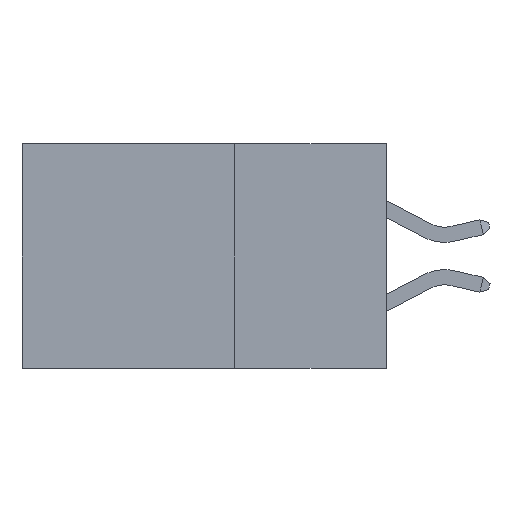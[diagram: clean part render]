
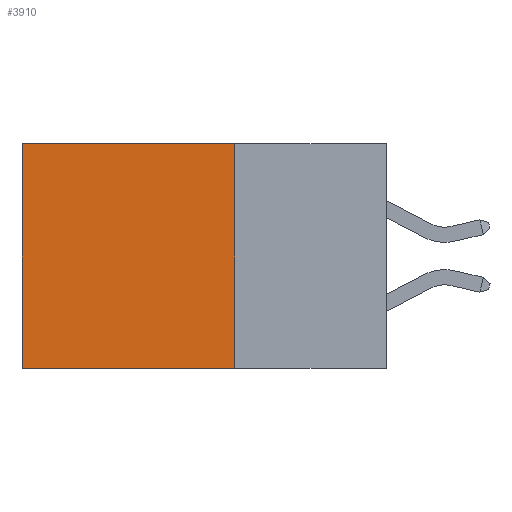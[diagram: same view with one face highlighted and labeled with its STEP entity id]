
A CAD part, left-side view. The second image highlights one B-rep face of the part: STEP entity #3910.
In plain terms, the highlighted planar face has unit normal (-1, 0, 0).
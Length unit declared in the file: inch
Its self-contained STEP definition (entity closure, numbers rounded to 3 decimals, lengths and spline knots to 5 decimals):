
#360 = ORIENTED_EDGE ( 'NONE', *, *, #6437, .T. ) ;
#370 = VERTEX_POINT ( 'NONE', #8750 ) ;
#407 = EDGE_CURVE ( 'NONE', #3158, #5937, #4393, .T. ) ;
#464 = DIRECTION ( 'NONE',  ( 0., 0., -1. ) ) ;
#511 = DIRECTION ( 'NONE',  ( 1., 0., 0. ) ) ;
#661 = CARTESIAN_POINT ( 'NONE',  ( 0.2615, 0.25, -0.37 ) ) ;
#1020 = ORIENTED_EDGE ( 'NONE', *, *, #407, .F. ) ;
#1844 = VECTOR ( 'NONE', #7907, 39.37008 ) ;
#2450 = AXIS2_PLACEMENT_3D ( 'NONE', #661, #511, #464 ) ;
#2566 = CARTESIAN_POINT ( 'NONE',  ( 0.2615, 0.6, 0. ) ) ;
#3158 = VERTEX_POINT ( 'NONE', #7555 ) ;
#3234 = DIRECTION ( 'NONE',  ( 0., 1., 0. ) ) ;
#3429 = CARTESIAN_POINT ( 'NONE',  ( 0.2615, 0.25, 0. ) ) ;
#3472 = EDGE_CURVE ( 'NONE', #6453, #5937, #3755, .T. ) ;
#3755 = LINE ( 'NONE', #8452, #1844 ) ;
#3910 = ADVANCED_FACE ( 'NONE', ( #7455 ), #8404, .F. ) ;
#4281 = DIRECTION ( 'NONE',  ( 0., 0., -1. ) ) ;
#4334 = CARTESIAN_POINT ( 'NONE',  ( 0.2615, 0.25, -0.37 ) ) ;
#4393 = LINE ( 'NONE', #5463, #6407 ) ;
#4426 = CARTESIAN_POINT ( 'NONE',  ( 0.2615, 0.6, -0.37 ) ) ;
#4941 = ORIENTED_EDGE ( 'NONE', *, *, #3472, .T. ) ;
#5424 = ORIENTED_EDGE ( 'NONE', *, *, #7338, .F. ) ;
#5463 = CARTESIAN_POINT ( 'NONE',  ( 0.2615, 0.25, -0.37 ) ) ;
#5530 = DIRECTION ( 'NONE',  ( 0., 1., 0. ) ) ;
#5937 = VERTEX_POINT ( 'NONE', #4426 ) ;
#6188 = VECTOR ( 'NONE', #3234, 39.37008 ) ;
#6289 = LINE ( 'NONE', #4334, #7500 ) ;
#6407 = VECTOR ( 'NONE', #5530, 39.37008 ) ;
#6432 = LINE ( 'NONE', #3429, #6188 ) ;
#6437 = EDGE_CURVE ( 'NONE', #370, #6453, #6432, .T. ) ;
#6453 = VERTEX_POINT ( 'NONE', #2566 ) ;
#6687 = EDGE_LOOP ( 'NONE', ( #4941, #1020, #5424, #360 ) ) ;
#7338 = EDGE_CURVE ( 'NONE', #370, #3158, #6289, .T. ) ;
#7455 = FACE_OUTER_BOUND ( 'NONE', #6687, .T. ) ;
#7500 = VECTOR ( 'NONE', #4281, 39.37008 ) ;
#7555 = CARTESIAN_POINT ( 'NONE',  ( 0.2615, 0.25, -0.37 ) ) ;
#7907 = DIRECTION ( 'NONE',  ( 0., 0., -1. ) ) ;
#8404 = PLANE ( 'NONE',  #2450 ) ;
#8452 = CARTESIAN_POINT ( 'NONE',  ( 0.2615, 0.6, -0.37 ) ) ;
#8750 = CARTESIAN_POINT ( 'NONE',  ( 0.2615, 0.25, 0. ) ) ;
